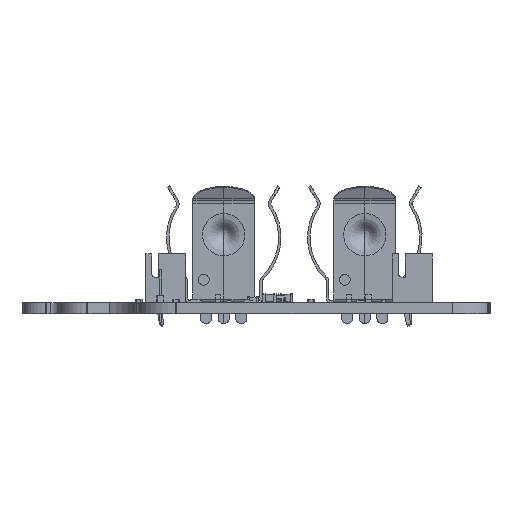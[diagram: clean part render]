
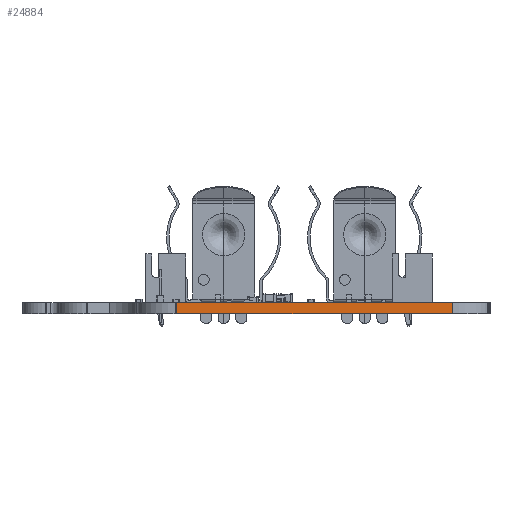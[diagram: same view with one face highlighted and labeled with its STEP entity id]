
A CAD part, left-side view. The second image highlights one B-rep face of the part: STEP entity #24884.
In plain terms, the highlighted planar face has unit normal (-1, 0, 0).
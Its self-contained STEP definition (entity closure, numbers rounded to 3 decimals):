
#22228 = VERTEX_POINT('',#22229);
#22229 = CARTESIAN_POINT('',(83.8,-80.6,0.));
#22235 = EDGE_CURVE('',#22236,#22228,#22238,.T.);
#22236 = VERTEX_POINT('',#22237);
#22237 = CARTESIAN_POINT('',(83.8,-120.3,0.));
#22238 = LINE('',#22239,#22240);
#22239 = CARTESIAN_POINT('',(83.8,-120.3,0.));
#22240 = VECTOR('',#22241,1.);
#22241 = DIRECTION('',(0.,1.,0.));
#23350 = VERTEX_POINT('',#23351);
#23351 = CARTESIAN_POINT('',(83.8,-80.6,1.6));
#23357 = EDGE_CURVE('',#23358,#23350,#23360,.T.);
#23358 = VERTEX_POINT('',#23359);
#23359 = CARTESIAN_POINT('',(83.8,-120.3,1.6));
#23360 = LINE('',#23361,#23362);
#23361 = CARTESIAN_POINT('',(83.8,-120.3,1.6));
#23362 = VECTOR('',#23363,1.);
#23363 = DIRECTION('',(0.,1.,0.));
#24854 = EDGE_CURVE('',#22228,#23350,#24855,.T.);
#24855 = LINE('',#24856,#24857);
#24856 = CARTESIAN_POINT('',(83.8,-80.6,0.));
#24857 = VECTOR('',#24858,1.);
#24858 = DIRECTION('',(0.,0.,1.));
#24884 = ADVANCED_FACE('',(#24885),#24896,.T.);
#24885 = FACE_BOUND('',#24886,.T.);
#24886 = EDGE_LOOP('',(#24887,#24893,#24894,#24895));
#24887 = ORIENTED_EDGE('',*,*,#24888,.T.);
#24888 = EDGE_CURVE('',#22236,#23358,#24889,.T.);
#24889 = LINE('',#24890,#24891);
#24890 = CARTESIAN_POINT('',(83.8,-120.3,0.));
#24891 = VECTOR('',#24892,1.);
#24892 = DIRECTION('',(0.,0.,1.));
#24893 = ORIENTED_EDGE('',*,*,#23357,.T.);
#24894 = ORIENTED_EDGE('',*,*,#24854,.F.);
#24895 = ORIENTED_EDGE('',*,*,#22235,.F.);
#24896 = PLANE('',#24897);
#24897 = AXIS2_PLACEMENT_3D('',#24898,#24899,#24900);
#24898 = CARTESIAN_POINT('',(83.8,-120.3,0.));
#24899 = DIRECTION('',(-1.,0.,0.));
#24900 = DIRECTION('',(0.,1.,0.));
